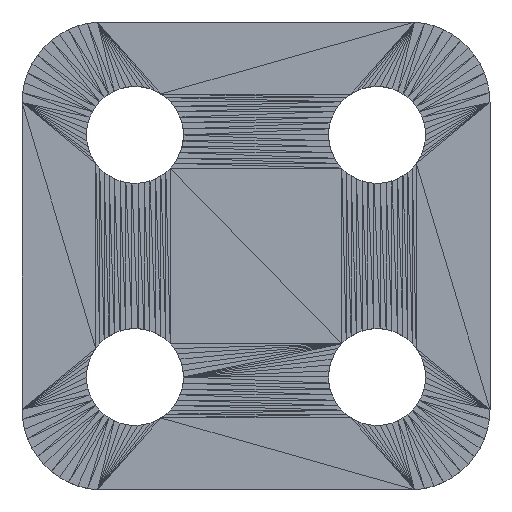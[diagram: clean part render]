
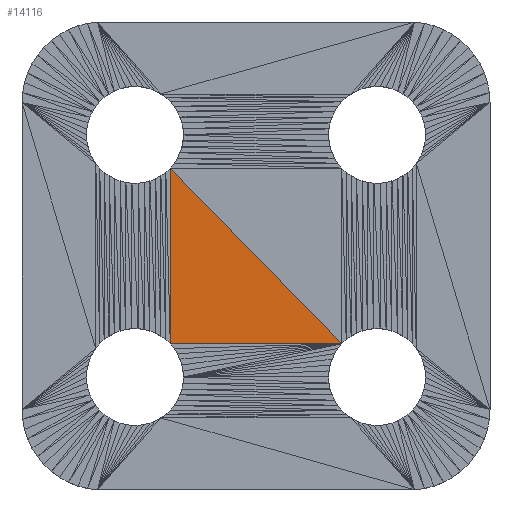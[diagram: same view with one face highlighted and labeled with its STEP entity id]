
A CAD part, top view. The second image highlights one B-rep face of the part: STEP entity #14116.
In plain terms, the highlighted planar face has unit normal (0, 0, 1).
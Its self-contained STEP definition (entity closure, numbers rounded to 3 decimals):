
#11779 = VERTEX_POINT('',#11780);
#11780 = CARTESIAN_POINT('',(-5.313,5.446,3.));
#11877 = PLANE('',#11878);
#11878 = AXIS2_PLACEMENT_3D('',#11879,#11880,#11881);
#11879 = CARTESIAN_POINT('',(-5.382,0.029,3.));
#11880 = DIRECTION('',(0.,0.,1.));
#11881 = DIRECTION('',(1.,0.,-0.));
#14045 = PLANE('',#14046);
#14046 = AXIS2_PLACEMENT_3D('',#14047,#14048,#14049);
#14047 = CARTESIAN_POINT('',(1.575,1.575,3.));
#14048 = DIRECTION('',(0.,0.,1.));
#14049 = DIRECTION('',(1.,0.,-0.));
#14063 = EDGE_CURVE('',#11779,#14064,#14066,.T.);
#14064 = VERTEX_POINT('',#14065);
#14065 = CARTESIAN_POINT('',(5.313,-5.446,3.));
#14066 = SURFACE_CURVE('',#14067,(#14071,#14078),.PCURVE_S1.);
#14067 = LINE('',#14068,#14069);
#14068 = CARTESIAN_POINT('',(-5.313,5.446,3.));
#14069 = VECTOR('',#14070,1.);
#14070 = DIRECTION('',(0.698,-0.716,0.));
#14071 = PCURVE('',#14045,#14072);
#14072 = DEFINITIONAL_REPRESENTATION('',(#14073),#14077);
#14073 = LINE('',#14074,#14075);
#14074 = CARTESIAN_POINT('',(-6.888,3.871));
#14075 = VECTOR('',#14076,1.);
#14076 = DIRECTION('',(0.698,-0.716));
#14077 = ( GEOMETRIC_REPRESENTATION_CONTEXT(2) 
PARAMETRIC_REPRESENTATION_CONTEXT() REPRESENTATION_CONTEXT('2D SPACE',''
  ) );
#14078 = PCURVE('',#14079,#14084);
#14079 = PLANE('',#14080);
#14080 = AXIS2_PLACEMENT_3D('',#14081,#14082,#14083);
#14081 = CARTESIAN_POINT('',(-1.575,-1.575,3.));
#14082 = DIRECTION('',(0.,0.,1.));
#14083 = DIRECTION('',(1.,0.,-0.));
#14084 = DEFINITIONAL_REPRESENTATION('',(#14085),#14089);
#14085 = LINE('',#14086,#14087);
#14086 = CARTESIAN_POINT('',(-3.738,7.022));
#14087 = VECTOR('',#14088,1.);
#14088 = DIRECTION('',(0.698,-0.716));
#14089 = ( GEOMETRIC_REPRESENTATION_CONTEXT(2) 
PARAMETRIC_REPRESENTATION_CONTEXT() REPRESENTATION_CONTEXT('2D SPACE',''
  ) );
#14116 = ADVANCED_FACE('',(#14117),#14079,.T.);
#14117 = FACE_BOUND('',#14118,.T.);
#14118 = EDGE_LOOP('',(#14119,#14147,#14148));
#14119 = ORIENTED_EDGE('',*,*,#14120,.T.);
#14120 = EDGE_CURVE('',#14121,#14064,#14123,.T.);
#14121 = VERTEX_POINT('',#14122);
#14122 = CARTESIAN_POINT('',(-5.313,-5.446,3.));
#14123 = SURFACE_CURVE('',#14124,(#14128,#14135),.PCURVE_S1.);
#14124 = LINE('',#14125,#14126);
#14125 = CARTESIAN_POINT('',(-5.313,-5.446,3.));
#14126 = VECTOR('',#14127,1.);
#14127 = DIRECTION('',(1.,0.,0.));
#14128 = PCURVE('',#14079,#14129);
#14129 = DEFINITIONAL_REPRESENTATION('',(#14130),#14134);
#14130 = LINE('',#14131,#14132);
#14131 = CARTESIAN_POINT('',(-3.738,-3.871));
#14132 = VECTOR('',#14133,1.);
#14133 = DIRECTION('',(1.,0.));
#14134 = ( GEOMETRIC_REPRESENTATION_CONTEXT(2) 
PARAMETRIC_REPRESENTATION_CONTEXT() REPRESENTATION_CONTEXT('2D SPACE',''
  ) );
#14135 = PCURVE('',#14136,#14141);
#14136 = PLANE('',#14137);
#14137 = AXIS2_PLACEMENT_3D('',#14138,#14139,#14140);
#14138 = CARTESIAN_POINT('',(-0.033,-5.519,3.));
#14139 = DIRECTION('',(0.,0.,1.));
#14140 = DIRECTION('',(0.,1.,0.));
#14141 = DEFINITIONAL_REPRESENTATION('',(#14142),#14146);
#14142 = LINE('',#14143,#14144);
#14143 = CARTESIAN_POINT('',(0.073,5.28));
#14144 = VECTOR('',#14145,1.);
#14145 = DIRECTION('',(0.,-1.));
#14146 = ( GEOMETRIC_REPRESENTATION_CONTEXT(2) 
PARAMETRIC_REPRESENTATION_CONTEXT() REPRESENTATION_CONTEXT('2D SPACE',''
  ) );
#14147 = ORIENTED_EDGE('',*,*,#14063,.F.);
#14148 = ORIENTED_EDGE('',*,*,#14149,.T.);
#14149 = EDGE_CURVE('',#11779,#14121,#14150,.T.);
#14150 = SURFACE_CURVE('',#14151,(#14155,#14162),.PCURVE_S1.);
#14151 = LINE('',#14152,#14153);
#14152 = CARTESIAN_POINT('',(-5.313,5.446,3.));
#14153 = VECTOR('',#14154,1.);
#14154 = DIRECTION('',(0.,-1.,0.));
#14155 = PCURVE('',#14079,#14156);
#14156 = DEFINITIONAL_REPRESENTATION('',(#14157),#14161);
#14157 = LINE('',#14158,#14159);
#14158 = CARTESIAN_POINT('',(-3.738,7.022));
#14159 = VECTOR('',#14160,1.);
#14160 = DIRECTION('',(0.,-1.));
#14161 = ( GEOMETRIC_REPRESENTATION_CONTEXT(2) 
PARAMETRIC_REPRESENTATION_CONTEXT() REPRESENTATION_CONTEXT('2D SPACE',''
  ) );
#14162 = PCURVE('',#11877,#14163);
#14163 = DEFINITIONAL_REPRESENTATION('',(#14164),#14168);
#14164 = LINE('',#14165,#14166);
#14165 = CARTESIAN_POINT('',(0.069,5.418));
#14166 = VECTOR('',#14167,1.);
#14167 = DIRECTION('',(0.,-1.));
#14168 = ( GEOMETRIC_REPRESENTATION_CONTEXT(2) 
PARAMETRIC_REPRESENTATION_CONTEXT() REPRESENTATION_CONTEXT('2D SPACE',''
  ) );
